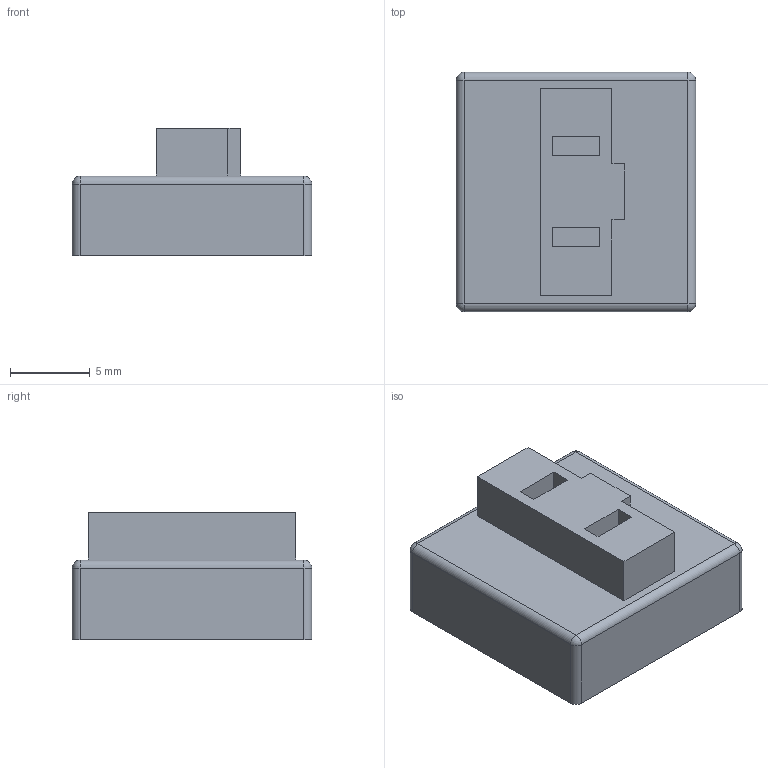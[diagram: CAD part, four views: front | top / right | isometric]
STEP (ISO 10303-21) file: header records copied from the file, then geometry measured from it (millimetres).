
FILE_DESCRIPTION(('FreeCAD Model'),'2;1');
FILE_NAME('Kailh-PG1350-Body.step','2021-02-27T18:00:23',('Author'),(''), 'Open CASCADE STEP processor 7.3','FreeCAD','Unknown');
FILE_SCHEMA(('AUTOMOTIVE_DESIGN { 1 0 10303 214 1 1 1 1 }'));
Length unit declared in the file: millimetre
Products named in the file (3): Switch; Body; Stem
Assembly tree (2 placements, depth 2):
  Switch
    Body
    Stem
Bounding box: 15 x 15 x 8 mm (x, y, z)
Volume: 1283.1 mm3; surface area: 1000.9 mm2
Topology: 2 solids, 2 shells, 36 faces, 88 edges, 52 vertices
Faces by surface type: plane 24, cylinder 8, sphere 4
Entity records: 2186 total; most frequent: CARTESIAN_POINT 367, DIRECTION 342, LINE 232, VECTOR 232, ORIENTED_EDGE 168, PCURVE 168, DEFINITIONAL_REPRESENTATION 168, EDGE_CURVE 84
